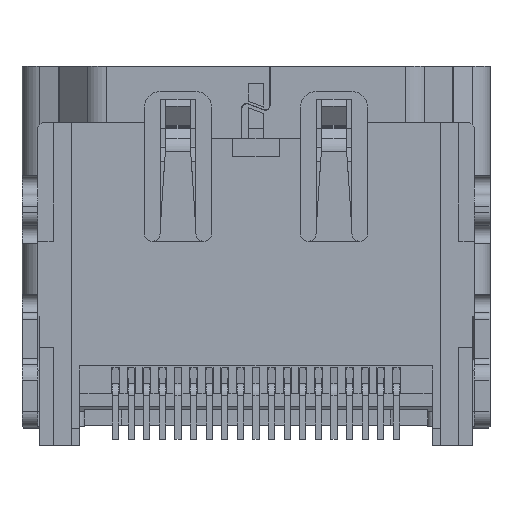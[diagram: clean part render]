
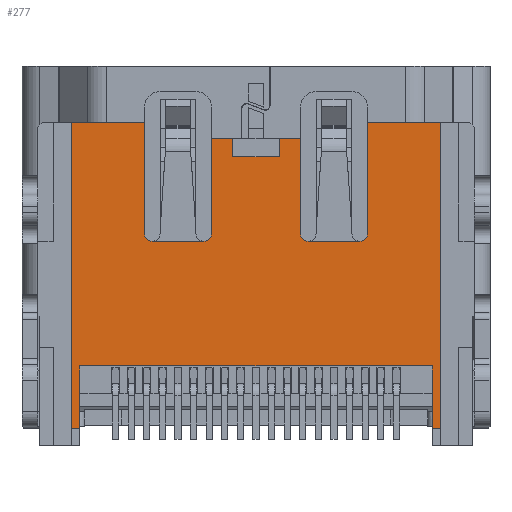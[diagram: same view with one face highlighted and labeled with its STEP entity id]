
A CAD part, front view. The second image highlights one B-rep face of the part: STEP entity #277.
In plain terms, the highlighted planar face has unit normal (0, -1, 0).
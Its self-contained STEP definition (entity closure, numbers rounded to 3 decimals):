
#277=ADVANCED_FACE('',(#1721),#1722,.T.);
#1721=FACE_OUTER_BOUND('',#4280,.T.);
#1722=PLANE('',#4281);
#4280=EDGE_LOOP('',(#7965,#7966,#7967,#7968,#7969,#7970,#7971,#7972,#7973,#7974,#7975,#7976,#7977,#7978,#7979,#7980,#7981,#7982,#7983,#7984,#7985,#7986,#7987,#7988));
#4281=AXIS2_PLACEMENT_3D('',#7989,#7990,#7991);
#7965=ORIENTED_EDGE('',*,*,#18363,.F.);
#7966=ORIENTED_EDGE('',*,*,#18256,.T.);
#7967=ORIENTED_EDGE('',*,*,#18260,.F.);
#7968=ORIENTED_EDGE('',*,*,#18362,.F.);
#7969=ORIENTED_EDGE('',*,*,#18359,.F.);
#7970=ORIENTED_EDGE('',*,*,#18243,.F.);
#7971=ORIENTED_EDGE('',*,*,#18229,.F.);
#7972=ORIENTED_EDGE('',*,*,#18364,.F.);
#7973=ORIENTED_EDGE('',*,*,#18365,.T.);
#7974=ORIENTED_EDGE('',*,*,#18366,.T.);
#7975=ORIENTED_EDGE('',*,*,#18367,.T.);
#7976=ORIENTED_EDGE('',*,*,#18368,.F.);
#7977=ORIENTED_EDGE('',*,*,#18369,.T.);
#7978=ORIENTED_EDGE('',*,*,#18370,.T.);
#7979=ORIENTED_EDGE('',*,*,#18231,.F.);
#7980=ORIENTED_EDGE('',*,*,#18371,.T.);
#7981=ORIENTED_EDGE('',*,*,#18372,.F.);
#7982=ORIENTED_EDGE('',*,*,#18373,.F.);
#7983=ORIENTED_EDGE('',*,*,#18374,.F.);
#7984=ORIENTED_EDGE('',*,*,#18375,.F.);
#7985=ORIENTED_EDGE('',*,*,#18376,.F.);
#7986=ORIENTED_EDGE('',*,*,#18377,.F.);
#7987=ORIENTED_EDGE('',*,*,#18378,.F.);
#7988=ORIENTED_EDGE('',*,*,#18379,.F.);
#7989=CARTESIAN_POINT('',(-5.91,-3.305,-12.15));
#7990=DIRECTION('',(0.0,-1.0,0.0));
#7991=DIRECTION('',(0.0,0.0,-1.0));
#18229=EDGE_CURVE('',#22486,#22488,#22489,.T.);
#18231=EDGE_CURVE('',#22491,#22492,#22493,.T.);
#18243=EDGE_CURVE('',#22488,#22513,#22514,.T.);
#18256=EDGE_CURVE('',#22535,#22533,#22536,.T.);
#18260=EDGE_CURVE('',#22541,#22533,#22542,.T.);
#18359=EDGE_CURVE('',#22513,#22710,#22711,.T.);
#18362=EDGE_CURVE('',#22710,#22541,#22714,.T.);
#18363=EDGE_CURVE('',#22535,#22715,#22716,.T.);
#18364=EDGE_CURVE('',#22717,#22486,#22718,.T.);
#18365=EDGE_CURVE('',#22717,#22719,#22720,.T.);
#18366=EDGE_CURVE('',#22719,#22721,#22722,.T.);
#18367=EDGE_CURVE('',#22721,#22723,#22724,.T.);
#18368=EDGE_CURVE('',#22725,#22723,#22726,.T.);
#18369=EDGE_CURVE('',#22725,#22727,#22728,.T.);
#18370=EDGE_CURVE('',#22727,#22492,#22729,.T.);
#18371=EDGE_CURVE('',#22491,#22730,#22731,.T.);
#18372=EDGE_CURVE('',#22732,#22730,#22733,.T.);
#18373=EDGE_CURVE('',#22734,#22732,#22735,.T.);
#18374=EDGE_CURVE('',#22736,#22734,#22737,.T.);
#18375=EDGE_CURVE('',#22738,#22736,#22739,.T.);
#18376=EDGE_CURVE('',#22740,#22738,#22741,.T.);
#18377=EDGE_CURVE('',#22742,#22740,#22743,.T.);
#18378=EDGE_CURVE('',#22744,#22742,#22745,.T.);
#18379=EDGE_CURVE('',#22715,#22744,#22746,.T.);
#22486=VERTEX_POINT('',#28927);
#22488=VERTEX_POINT('',#28930);
#22489=LINE('',#28931,#28932);
#22491=VERTEX_POINT('',#28935);
#22492=VERTEX_POINT('',#28936);
#22493=LINE('',#28937,#28938);
#22513=VERTEX_POINT('',#28967);
#22514=LINE('',#28968,#28969);
#22533=VERTEX_POINT('',#28997);
#22535=VERTEX_POINT('',#29000);
#22536=LINE('',#29001,#29002);
#22541=VERTEX_POINT('',#29009);
#22542=CIRCLE('',#29010,0.25);
#22710=VERTEX_POINT('',#29269);
#22711=CIRCLE('',#29270,0.25);
#22714=LINE('',#29275,#29276);
#22715=VERTEX_POINT('',#29277);
#22716=LINE('',#29278,#29279);
#22717=VERTEX_POINT('',#29280);
#22718=LINE('',#29281,#29282);
#22719=VERTEX_POINT('',#29283);
#22720=LINE('',#29284,#29285);
#22721=VERTEX_POINT('',#29286);
#22722=LINE('',#29287,#29288);
#22723=VERTEX_POINT('',#29289);
#22724=LINE('',#29290,#29291);
#22725=VERTEX_POINT('',#29292);
#22726=LINE('',#29293,#29294);
#22727=VERTEX_POINT('',#29295);
#22728=LINE('',#29296,#29297);
#22729=LINE('',#29298,#29299);
#22730=VERTEX_POINT('',#29300);
#22731=LINE('',#29301,#29302);
#22732=VERTEX_POINT('',#29303);
#22733=CIRCLE('',#29304,0.25);
#22734=VERTEX_POINT('',#29305);
#22735=LINE('',#29306,#29307);
#22736=VERTEX_POINT('',#29308);
#22737=CIRCLE('',#29309,0.25);
#22738=VERTEX_POINT('',#29310);
#22739=LINE('',#29311,#29312);
#22740=VERTEX_POINT('',#29313);
#22741=LINE('',#29314,#29315);
#22742=VERTEX_POINT('',#29316);
#22743=LINE('',#29317,#29318);
#22744=VERTEX_POINT('',#29319);
#22745=LINE('',#29320,#29321);
#22746=LINE('',#29322,#29323);
#28927=CARTESIAN_POINT('',(-5.91,-3.305,-1.8));
#28930=CARTESIAN_POINT('',(-3.575,-3.305,-1.8));
#28931=CARTESIAN_POINT('',(-5.91,-3.305,-1.8));
#28932=VECTOR('',#37248,2.335);
#28935=CARTESIAN_POINT('',(3.575,-3.305,-1.8));
#28936=CARTESIAN_POINT('',(5.91,-3.305,-1.8));
#28937=CARTESIAN_POINT('',(3.575,-3.305,-1.8));
#28938=VECTOR('',#37250,2.335);
#28967=CARTESIAN_POINT('',(-3.575,-3.305,-5.35));
#28968=CARTESIAN_POINT('',(-3.575,-3.305,-1.8));
#28969=VECTOR('',#37266,3.55);
#28997=CARTESIAN_POINT('',(-1.425,-3.305,-5.35));
#29000=CARTESIAN_POINT('',(-1.425,-3.305,-2.3));
#29001=CARTESIAN_POINT('',(-1.425,-3.305,-2.3));
#29002=VECTOR('',#37283,3.05);
#29009=CARTESIAN_POINT('',(-1.675,-3.305,-5.6));
#29010=AXIS2_PLACEMENT_3D('',#37289,#37290,#37291);
#29269=CARTESIAN_POINT('',(-3.325,-3.305,-5.6));
#29270=AXIS2_PLACEMENT_3D('',#37416,#37417,#37418);
#29275=CARTESIAN_POINT('',(-3.325,-3.305,-5.6));
#29276=VECTOR('',#37421,1.65);
#29277=CARTESIAN_POINT('',(-0.75,-3.305,-2.3));
#29278=CARTESIAN_POINT('',(-1.425,-3.305,-2.3));
#29279=VECTOR('',#37422,0.675);
#29280=CARTESIAN_POINT('',(-5.91,-3.305,-11.6));
#29281=CARTESIAN_POINT('',(-5.91,-3.305,-11.6));
#29282=VECTOR('',#37423,9.8);
#29283=CARTESIAN_POINT('',(-5.65,-3.305,-11.6));
#29284=CARTESIAN_POINT('',(-5.91,-3.305,-11.6));
#29285=VECTOR('',#37424,0.26);
#29286=CARTESIAN_POINT('',(-5.65,-3.305,-9.6));
#29287=CARTESIAN_POINT('',(-5.65,-3.305,-11.6));
#29288=VECTOR('',#37425,2.0);
#29289=CARTESIAN_POINT('',(5.65,-3.305,-9.6));
#29290=CARTESIAN_POINT('',(-5.65,-3.305,-9.6));
#29291=VECTOR('',#37426,11.3);
#29292=CARTESIAN_POINT('',(5.65,-3.305,-11.6));
#29293=CARTESIAN_POINT('',(5.65,-3.305,-11.6));
#29294=VECTOR('',#37427,2.0);
#29295=CARTESIAN_POINT('',(5.91,-3.305,-11.6));
#29296=CARTESIAN_POINT('',(5.65,-3.305,-11.6));
#29297=VECTOR('',#37428,0.26);
#29298=CARTESIAN_POINT('',(5.91,-3.305,-11.6));
#29299=VECTOR('',#37429,9.8);
#29300=CARTESIAN_POINT('',(3.575,-3.305,-5.35));
#29301=CARTESIAN_POINT('',(3.575,-3.305,-1.8));
#29302=VECTOR('',#37430,3.55);
#29303=CARTESIAN_POINT('',(3.325,-3.305,-5.6));
#29304=AXIS2_PLACEMENT_3D('',#37431,#37432,#37433);
#29305=CARTESIAN_POINT('',(1.675,-3.305,-5.6));
#29306=CARTESIAN_POINT('',(1.675,-3.305,-5.6));
#29307=VECTOR('',#37434,1.65);
#29308=CARTESIAN_POINT('',(1.425,-3.305,-5.35));
#29309=AXIS2_PLACEMENT_3D('',#37435,#37436,#37437);
#29310=CARTESIAN_POINT('',(1.425,-3.305,-2.3));
#29311=CARTESIAN_POINT('',(1.425,-3.305,-2.3));
#29312=VECTOR('',#37438,3.05);
#29313=CARTESIAN_POINT('',(0.75,-3.305,-2.3));
#29314=CARTESIAN_POINT('',(0.75,-3.305,-2.3));
#29315=VECTOR('',#37439,0.675);
#29316=CARTESIAN_POINT('',(0.75,-3.305,-2.9));
#29317=CARTESIAN_POINT('',(0.75,-3.305,-2.9));
#29318=VECTOR('',#37440,0.6);
#29319=CARTESIAN_POINT('',(-0.75,-3.305,-2.9));
#29320=CARTESIAN_POINT('',(-0.75,-3.305,-2.9));
#29321=VECTOR('',#37441,1.5);
#29322=CARTESIAN_POINT('',(-0.75,-3.305,-2.3));
#29323=VECTOR('',#37442,0.6);
#37248=DIRECTION('',(1.0,0.0,0.0));
#37250=DIRECTION('',(1.0,0.0,0.0));
#37266=DIRECTION('',(0.0,0.0,-1.0));
#37283=DIRECTION('',(0.0,0.0,-1.0));
#37289=CARTESIAN_POINT('',(-1.675,-3.305,-5.35));
#37290=DIRECTION('',(0.0,-1.0,0.0));
#37291=DIRECTION('',(0.0,0.0,-1.0));
#37416=CARTESIAN_POINT('',(-3.325,-3.305,-5.35));
#37417=DIRECTION('',(0.0,-1.0,0.0));
#37418=DIRECTION('',(-1.0,0.0,0.0));
#37421=DIRECTION('',(1.0,0.0,0.0));
#37422=DIRECTION('',(1.0,0.0,0.0));
#37423=DIRECTION('',(0.0,0.0,1.0));
#37424=DIRECTION('',(1.0,0.0,0.0));
#37425=DIRECTION('',(0.0,0.0,1.0));
#37426=DIRECTION('',(1.0,0.0,0.0));
#37427=DIRECTION('',(0.0,0.0,1.0));
#37428=DIRECTION('',(1.0,0.0,0.0));
#37429=DIRECTION('',(0.0,0.0,1.0));
#37430=DIRECTION('',(0.0,0.0,-1.0));
#37431=CARTESIAN_POINT('',(3.325,-3.305,-5.35));
#37432=DIRECTION('',(0.0,-1.0,0.0));
#37433=DIRECTION('',(0.0,0.0,-1.0));
#37434=DIRECTION('',(1.0,0.0,0.0));
#37435=CARTESIAN_POINT('',(1.675,-3.305,-5.35));
#37436=DIRECTION('',(0.0,-1.0,0.0));
#37437=DIRECTION('',(-1.0,0.0,0.0));
#37438=DIRECTION('',(0.0,0.0,-1.0));
#37439=DIRECTION('',(1.0,0.0,0.0));
#37440=DIRECTION('',(0.0,0.0,1.0));
#37441=DIRECTION('',(1.0,0.0,0.0));
#37442=DIRECTION('',(0.0,0.0,-1.0));
